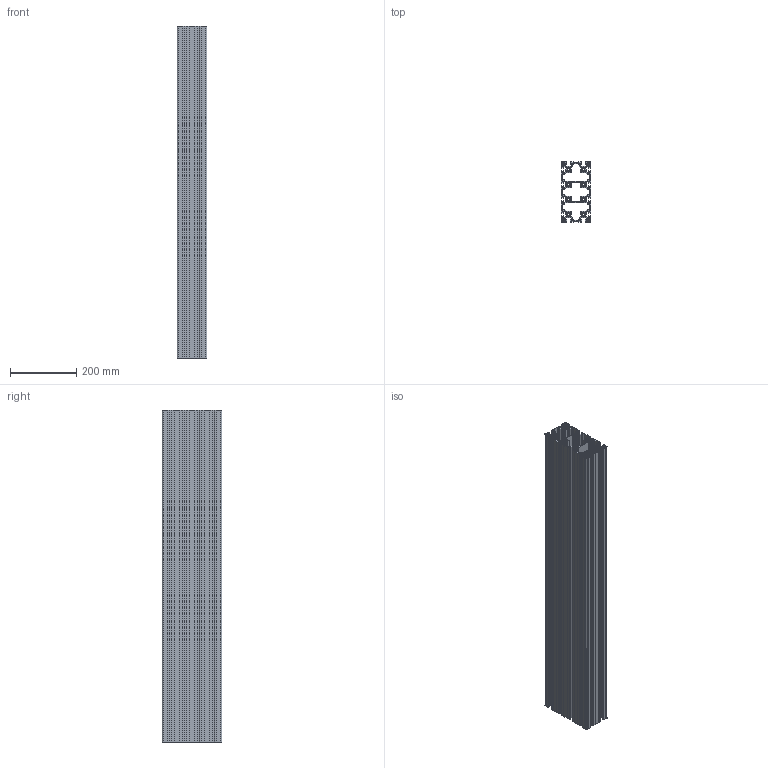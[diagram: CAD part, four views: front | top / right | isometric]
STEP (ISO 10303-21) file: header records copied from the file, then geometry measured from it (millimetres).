
FILE_DESCRIPTION (( 'STEP AP203' ), '1' );
FILE_NAME ('90 x 180 L SÝGMA PRF-güncel-2014.STEP', '2014-03-10T10:17:55', ( 'Kadir' ), ( '' ), 'SwSTEP 2.0', 'SolidWorks 2013', '' );
FILE_SCHEMA (( 'CONFIG_CONTROL_DESIGN' ));
Length unit declared in the file: millimetre
Products named in the file (1): 90 x 180 L SÝGMA PRF-güncel-2014
Bounding box: 90 x 180 x 1000 mm (x, y, z)
Volume: 3833983.1 mm3; surface area: 2558155.4 mm2
Topology: 1 solids, 1 shells, 1094 faces, 3276 edges, 2184 vertices
Faces by surface type: plane 602, cylinder 492
Entity records: 37181 total; most frequent: CARTESIAN_POINT 6555, ORIENTED_EDGE 6552, DIRECTION 6450, EDGE_CURVE 3276, VECTOR 2292, LINE 2292, VERTEX_POINT 2184, AXIS2_PLACEMENT_3D 2079
